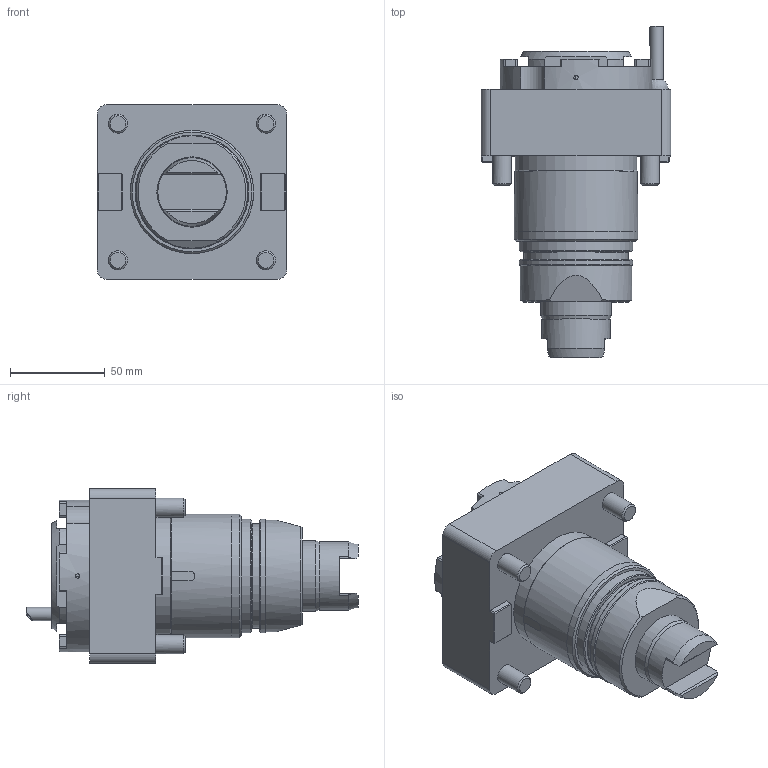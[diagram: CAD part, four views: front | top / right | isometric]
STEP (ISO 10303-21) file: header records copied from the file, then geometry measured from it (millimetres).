
FILE_DESCRIPTION (( 'STEP AP214' ), '1' );
FILE_NAME ('RAPPH25I121UT65.STEP', '2025-07-11T06:39:53', ( '' ), ( '' ), 'SwSTEP 2.0', 'SolidWorks 2023', '' );
FILE_SCHEMA (( 'AUTOMOTIVE_DESIGN' ));
Length unit declared in the file: millimetre
Products named in the file (1): RAPPH25I121UT65
Bounding box: 100 x 175 x 92 mm (x, y, z)
Volume: 669176.4 mm3; surface area: 59524.8 mm2
Topology: 3 solids, 3 shells, 496 faces, 1270 edges, 834 vertices
Faces by surface type: plane 323, cylinder 77, bspline 66, cone 27, torus 2, sphere 1
Full cylindrical faces by diameter (mm): 1.7 x1, 2.1 x1, 4 x1, 6.366 x1, 7 x1, 10 x4, 36 x1, 37 x1, 55 x1, 59 x1, 60 x3, 64 x1, 64.99 x1, 65 x1
Entity records: 21768 total; most frequent: CARTESIAN_POINT 7057, ORIENTED_EDGE 2438, DIRECTION 2099, EDGE_CURVE 1219, LINE 841, VECTOR 841, VERTEX_POINT 817, AXIS2_PLACEMENT_3D 629
